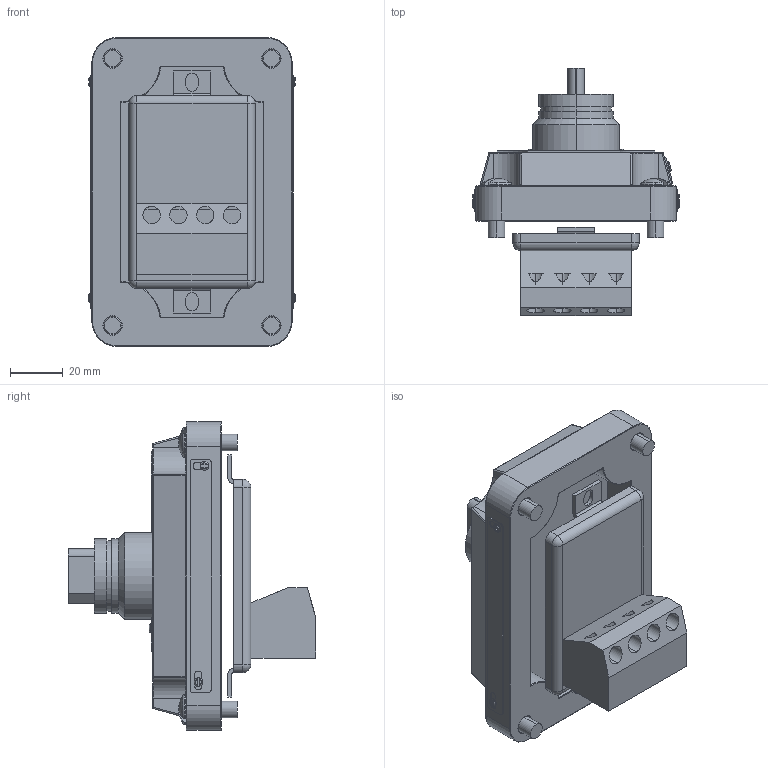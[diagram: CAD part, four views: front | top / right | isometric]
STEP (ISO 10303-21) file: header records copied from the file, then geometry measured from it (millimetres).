
FILE_DESCRIPTION (( 'STEP AP214' ), '1' );
FILE_NAME ('XCS-0S3M6G.step', '2016-03-09T20:46:18', ( '' ), ( '' ), 'SwSTEP 2.0', 'SolidWorks 2015', '' );
FILE_SCHEMA (( 'AUTOMOTIVE_DESIGN' ));
Length unit declared in the file: millimetre
Products named in the file (1): XCS-0S3M6G
Bounding box: 78.74 x 94.14 x 117.6 mm (x, y, z)
Volume: 210810.1 mm3; surface area: 59522 mm2
Topology: 11 solids, 11 shells, 490 faces, 1195 edges, 722 vertices
Faces by surface type: plane 181, cylinder 179, torus 76, bspline 24, cone 18, sphere 12
Entity records: 17845 total; most frequent: CARTESIAN_POINT 3412, DIRECTION 2495, ORIENTED_EDGE 2366, EDGE_CURVE 1183, AXIS2_PLACEMENT_3D 985, VERTEX_POINT 722, EDGE_LOOP 527, VECTOR 525
